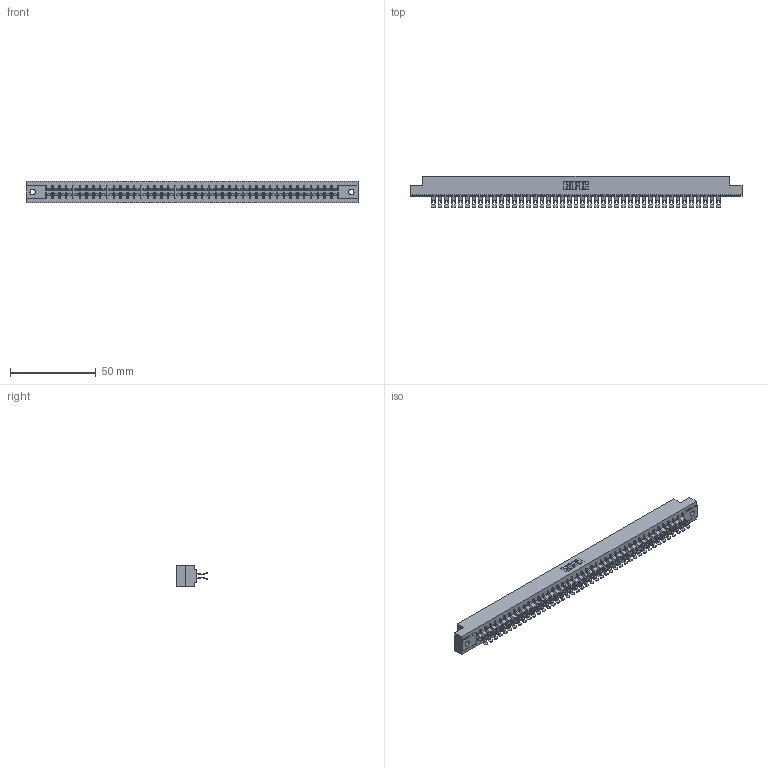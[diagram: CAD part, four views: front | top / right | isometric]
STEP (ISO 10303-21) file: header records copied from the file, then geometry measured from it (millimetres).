
FILE_DESCRIPTION (( 'STEP AP203' ), '1' );
FILE_NAME ('305-086-555-202.STEP', '2019-09-10T12:58:25', ( '' ), ( '' ), 'SwSTEP 2.0', 'SolidWorks 2016', '' );
FILE_SCHEMA (( 'CONFIG_CONTROL_DESIGN' ));
Length unit declared in the file: inch
Products named in the file (3): 305-290-001_555; 305-086-555-202; 305 Part_.128 Dia
Assembly tree (87 placements, depth 2):
  305-086-555-202
    305 Part_.128 Dia
    305-290-001_555  x86
Bounding box: 193.4 x 18.41 x 12.7 mm (x, y, z)
Volume: 20392.1 mm3; surface area: 27328.7 mm2
Topology: 87 solids, 87 shells, 5792 faces, 17301 edges, 11302 vertices
Faces by surface type: plane 2820, cylinder 2800, sphere 172
Entity records: 47062 total; most frequent: CARTESIAN_POINT 7805, ORIENTED_EDGE 7738, DIRECTION 7543, EDGE_CURVE 3869, LINE 3111, VECTOR 3111, VERTEX_POINT 2462, AXIS2_PLACEMENT_3D 2216
